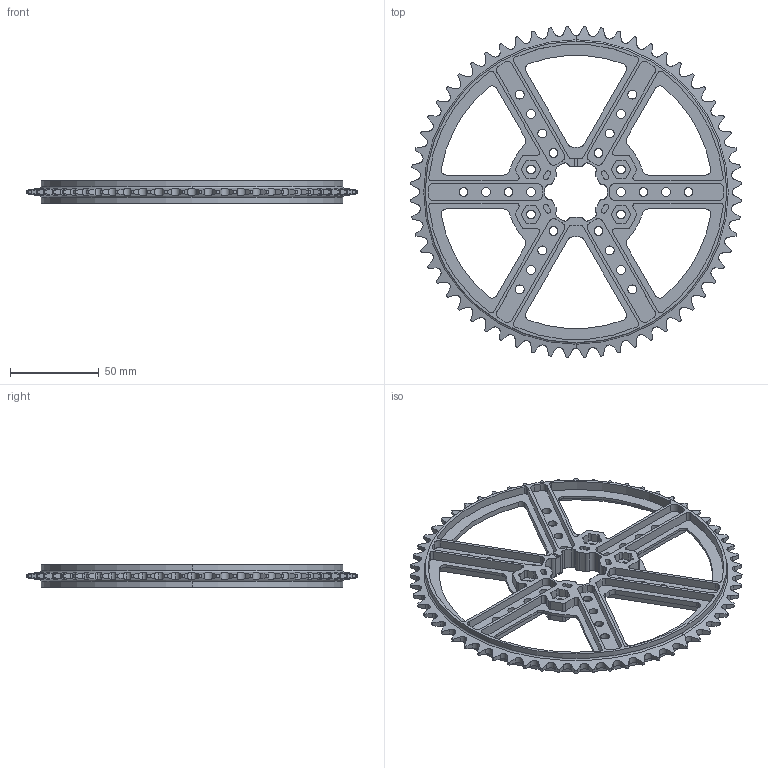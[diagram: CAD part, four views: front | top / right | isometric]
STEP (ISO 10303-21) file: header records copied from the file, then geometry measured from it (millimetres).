
FILE_DESCRIPTION (( 'STEP AP203' ), '1' );
FILE_NAME ('REV-21-3726.STEP', '2024-09-09T16:07:08', ( '' ), ( '' ), 'SwSTEP 2.0', 'SolidWorks 2022', '' );
FILE_SCHEMA (( 'CONFIG_CONTROL_DESIGN' ));
Length unit declared in the file: millimetre
Products named in the file (1): REV-21-3726
Bounding box: 187.31 x 187.31 x 12.7 mm (x, y, z)
Volume: 71515.3 mm3; surface area: 63934.3 mm2
Topology: 1 solids, 1 shells, 886 faces, 2534 edges, 1688 vertices
Faces by surface type: cylinder 690, plane 188, torus 4, cone 4
Entity records: 32342 total; most frequent: CARTESIAN_POINT 8702, ORIENTED_EDGE 5068, DIRECTION 4940, EDGE_CURVE 2534, AXIS2_PLACEMENT_3D 1905, VERTEX_POINT 1688, VECTOR 1130, LINE 1130
